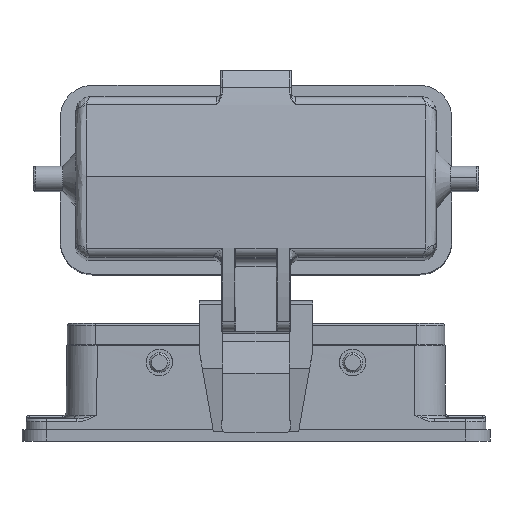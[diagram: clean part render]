
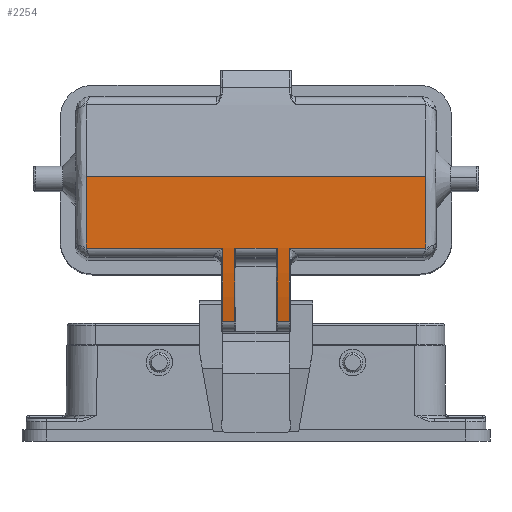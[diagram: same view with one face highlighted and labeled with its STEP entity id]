
A CAD part, front view. The second image highlights one B-rep face of the part: STEP entity #2254.
In plain terms, the highlighted cylindrical face has radius 123.932 mm (diameter 247.864 mm), a partial arc.
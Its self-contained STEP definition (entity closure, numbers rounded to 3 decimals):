
#820 = VECTOR ( 'NONE', #17890, 1000. ) ;
#1035 = AXIS2_PLACEMENT_3D ( 'NONE', #18176, #18177, #18178 ) ;
#1433 = B_SPLINE_CURVE_WITH_KNOTS ( 'NONE', 3,
 ( #18179, #18180, #18181, #18182 ),
 .UNSPECIFIED., .F., .F.,
 ( 4, 4 ),
 ( 0., 0.5 ),
 .UNSPECIFIED. ) ;
#1529 = B_SPLINE_CURVE_WITH_KNOTS ( 'NONE', 3,
 ( #4310, #4320, #4321, #4322 ),
 .UNSPECIFIED., .F., .F.,
 ( 4, 4 ),
 ( 0.5, 1. ),
 .UNSPECIFIED. ) ;
#1536 = B_SPLINE_CURVE_WITH_KNOTS ( 'NONE', 3,
 ( #4145, #4146, #4147, #4148 ),
 .UNSPECIFIED., .F., .F.,
 ( 4, 4 ),
 ( 0., 1. ),
 .UNSPECIFIED. ) ;
#1554 = B_SPLINE_CURVE_WITH_KNOTS ( 'NONE', 3,
 ( #16615, #16616, #16617, #16618 ),
 .UNSPECIFIED., .F., .F.,
 ( 4, 4 ),
 ( 0., 1. ),
 .UNSPECIFIED. ) ;
#1974 = EDGE_CURVE ( 'NONE', #16944, #16892, #14353, .T. ) ;
#2152 = EDGE_CURVE ( 'NONE', #16940, #16927, #16610, .T. ) ;
#2154 = EDGE_CURVE ( 'NONE', #16892, #16916, #1554, .T. ) ;
#2160 = EDGE_CURVE ( 'NONE', #16953, #16972, #3903, .T. ) ;
#2231 = EDGE_CURVE ( 'NONE', #16976, #16904, #1536, .T. ) ;
#2233 = EDGE_CURVE ( 'NONE', #16904, #16839, #14591, .T. ) ;
#2254 = ADVANCED_FACE ( 'NONE', ( #11509 ), #11498, .T. ) ;
#2268 = EDGE_CURVE ( 'NONE', #16956, #16944, #4275, .T. ) ;
#2282 = EDGE_CURVE ( 'NONE', #16927, #16976, #1529, .T. ) ;
#2549 = EDGE_CURVE ( 'NONE', #16961, #16953, #14672, .T. ) ;
#2641 = EDGE_CURVE ( 'NONE', #16839, #16961, #17888, .T. ) ;
#2709 = EDGE_CURVE ( 'NONE', #16972, #16956, #7041, .T. ) ;
#2710 = EDGE_CURVE ( 'NONE', #16916, #16940, #1433, .T. ) ;
#3903 = LINE ( 'NONE', #3904, #11495 ) ;
#3904 = CARTESIAN_POINT ( 'NONE',  ( -44.3, -47.203, 45.931 ) ) ;
#3905 = DIRECTION ( 'NONE',  ( 1., 0., 0. ) ) ;
#4145 = CARTESIAN_POINT ( 'NONE',  ( -41.709, -47.203, 45.931 ) ) ;
#4146 = CARTESIAN_POINT ( 'NONE',  ( -30.54, -47.203, 45.931 ) ) ;
#4147 = CARTESIAN_POINT ( 'NONE',  ( -19.37, -47.203, 45.931 ) ) ;
#4148 = CARTESIAN_POINT ( 'NONE',  ( -8.2, -47.203, 45.931 ) ) ;
#4149 = CARTESIAN_POINT ( 'NONE',  ( -8.2, 76.312, 56.089 ) ) ;
#4153 = DIRECTION ( 'NONE',  ( 1., 0., 0. ) ) ;
#4154 = DIRECTION ( 'NONE',  ( 0., -0.998, 0.061 ) ) ;
#4232 = CARTESIAN_POINT ( 'NONE',  ( -44.3, 76.312, 56.089 ) ) ;
#4233 = DIRECTION ( 'NONE',  ( -1., 0., 0. ) ) ;
#4234 = DIRECTION ( 'NONE',  ( 0., -0.998, 0.061 ) ) ;
#4275 = LINE ( 'NONE', #4276, #11397 ) ;
#4276 = CARTESIAN_POINT ( 'NONE',  ( -44.3, -44.355, 27.828 ) ) ;
#4277 = DIRECTION ( 'NONE',  ( 1., 0., 0. ) ) ;
#4310 = CARTESIAN_POINT ( 'NONE',  ( -41.705, -47.393, 63.59 ) ) ;
#4320 = CARTESIAN_POINT ( 'NONE',  ( -41.705, -47.749, 57.719 ) ) ;
#4321 = CARTESIAN_POINT ( 'NONE',  ( -41.707, -47.686, 51.813 ) ) ;
#4322 = CARTESIAN_POINT ( 'NONE',  ( -41.709, -47.203, 45.931 ) ) ;
#7041 = CIRCLE ( 'NONE', #1035, 123.932 ) ;
#9980 = EDGE_LOOP ( 'NONE', ( #10473, #10314, #10575, #10357, #10494, #10430, #10479, #10483, #10377, #10518, #10391, #10426 ) ) ;
#10314 = ORIENTED_EDGE ( 'NONE', *, *, #2152, .T. ) ;
#10357 = ORIENTED_EDGE ( 'NONE', *, *, #2231, .T. ) ;
#10377 = ORIENTED_EDGE ( 'NONE', *, *, #2709, .T. ) ;
#10391 = ORIENTED_EDGE ( 'NONE', *, *, #1974, .T. ) ;
#10426 = ORIENTED_EDGE ( 'NONE', *, *, #2154, .T. ) ;
#10430 = ORIENTED_EDGE ( 'NONE', *, *, #2641, .T. ) ;
#10473 = ORIENTED_EDGE ( 'NONE', *, *, #2710, .T. ) ;
#10479 = ORIENTED_EDGE ( 'NONE', *, *, #2549, .T. ) ;
#10483 = ORIENTED_EDGE ( 'NONE', *, *, #2160, .T. ) ;
#10494 = ORIENTED_EDGE ( 'NONE', *, *, #2233, .T. ) ;
#10518 = ORIENTED_EDGE ( 'NONE', *, *, #2268, .T. ) ;
#10575 = ORIENTED_EDGE ( 'NONE', *, *, #2282, .T. ) ;
#11186 = VECTOR ( 'NONE', #16612, 1000. ) ;
#11397 = VECTOR ( 'NONE', #4277, 1000. ) ;
#11495 = VECTOR ( 'NONE', #3905, 1000. ) ;
#11498 = CYLINDRICAL_SURFACE ( 'NONE', #11504, 123.932 ) ;
#11504 = AXIS2_PLACEMENT_3D ( 'NONE', #4232, #4233, #4234 ) ;
#11509 = FACE_OUTER_BOUND ( 'NONE', #9980, .T. ) ;
#11571 = AXIS2_PLACEMENT_3D ( 'NONE', #4149, #4153, #4154 ) ;
#11709 = AXIS2_PLACEMENT_3D ( 'NONE', #17573, #17577, #17578 ) ;
#12624 = AXIS2_PLACEMENT_3D ( 'NONE', #15575, #15585, #15586 ) ;
#14353 = CIRCLE ( 'NONE', #12624, 123.932 ) ;
#14591 = CIRCLE ( 'NONE', #11571, 123.932 ) ;
#14672 = CIRCLE ( 'NONE', #11709, 123.932 ) ;
#15575 = CARTESIAN_POINT ( 'NONE',  ( 8.2, 76.312, 56.089 ) ) ;
#15585 = DIRECTION ( 'NONE',  ( -1., 0., 0. ) ) ;
#15586 = DIRECTION ( 'NONE',  ( 0., -0.998, 0.061 ) ) ;
#16610 = LINE ( 'NONE', #16611, #11186 ) ;
#16611 = CARTESIAN_POINT ( 'NONE',  ( -44.3, -47.393, 63.59 ) ) ;
#16612 = DIRECTION ( 'NONE',  ( -1., 0., 0. ) ) ;
#16615 = CARTESIAN_POINT ( 'NONE',  ( 8.2, -47.203, 45.931 ) ) ;
#16616 = CARTESIAN_POINT ( 'NONE',  ( 19.37, -47.203, 45.931 ) ) ;
#16617 = CARTESIAN_POINT ( 'NONE',  ( 30.54, -47.203, 45.931 ) ) ;
#16618 = CARTESIAN_POINT ( 'NONE',  ( 41.709, -47.203, 45.931 ) ) ;
#16839 = VERTEX_POINT ( 'NONE', #24166 ) ;
#16892 = VERTEX_POINT ( 'NONE', #24219 ) ;
#16904 = VERTEX_POINT ( 'NONE', #24231 ) ;
#16916 = VERTEX_POINT ( 'NONE', #24242 ) ;
#16927 = VERTEX_POINT ( 'NONE', #24253 ) ;
#16940 = VERTEX_POINT ( 'NONE', #24266 ) ;
#16944 = VERTEX_POINT ( 'NONE', #24270 ) ;
#16953 = VERTEX_POINT ( 'NONE', #24279 ) ;
#16956 = VERTEX_POINT ( 'NONE', #24282 ) ;
#16961 = VERTEX_POINT ( 'NONE', #24287 ) ;
#16972 = VERTEX_POINT ( 'NONE', #24298 ) ;
#16976 = VERTEX_POINT ( 'NONE', #24302 ) ;
#17573 = CARTESIAN_POINT ( 'NONE',  ( -5.2, 76.312, 56.089 ) ) ;
#17577 = DIRECTION ( 'NONE',  ( -1., 0., 0. ) ) ;
#17578 = DIRECTION ( 'NONE',  ( 0., -0.998, 0.061 ) ) ;
#17888 = LINE ( 'NONE', #17889, #820 ) ;
#17889 = CARTESIAN_POINT ( 'NONE',  ( -44.3, -44.355, 27.828 ) ) ;
#17890 = DIRECTION ( 'NONE',  ( 1., 0., 0. ) ) ;
#18176 = CARTESIAN_POINT ( 'NONE',  ( 5.2, 76.312, 56.089 ) ) ;
#18177 = DIRECTION ( 'NONE',  ( 1., 0., 0. ) ) ;
#18178 = DIRECTION ( 'NONE',  ( 0., -0.998, 0.061 ) ) ;
#18179 = CARTESIAN_POINT ( 'NONE',  ( 41.709, -47.203, 45.931 ) ) ;
#18180 = CARTESIAN_POINT ( 'NONE',  ( 41.707, -47.686, 51.813 ) ) ;
#18181 = CARTESIAN_POINT ( 'NONE',  ( 41.705, -47.749, 57.719 ) ) ;
#18182 = CARTESIAN_POINT ( 'NONE',  ( 41.705, -47.393, 63.59 ) ) ;
#24166 = CARTESIAN_POINT ( 'NONE',  ( -8.2, -44.355, 27.828 ) ) ;
#24219 = CARTESIAN_POINT ( 'NONE',  ( 8.2, -47.203, 45.931 ) ) ;
#24231 = CARTESIAN_POINT ( 'NONE',  ( -8.2, -47.203, 45.931 ) ) ;
#24242 = CARTESIAN_POINT ( 'NONE',  ( 41.709, -47.203, 45.931 ) ) ;
#24253 = CARTESIAN_POINT ( 'NONE',  ( -41.705, -47.393, 63.59 ) ) ;
#24266 = CARTESIAN_POINT ( 'NONE',  ( 41.705, -47.393, 63.59 ) ) ;
#24270 = CARTESIAN_POINT ( 'NONE',  ( 8.2, -44.355, 27.828 ) ) ;
#24279 = CARTESIAN_POINT ( 'NONE',  ( -5.2, -47.203, 45.931 ) ) ;
#24282 = CARTESIAN_POINT ( 'NONE',  ( 5.2, -44.355, 27.828 ) ) ;
#24287 = CARTESIAN_POINT ( 'NONE',  ( -5.2, -44.355, 27.828 ) ) ;
#24298 = CARTESIAN_POINT ( 'NONE',  ( 5.2, -47.203, 45.931 ) ) ;
#24302 = CARTESIAN_POINT ( 'NONE',  ( -41.709, -47.203, 45.931 ) ) ;
